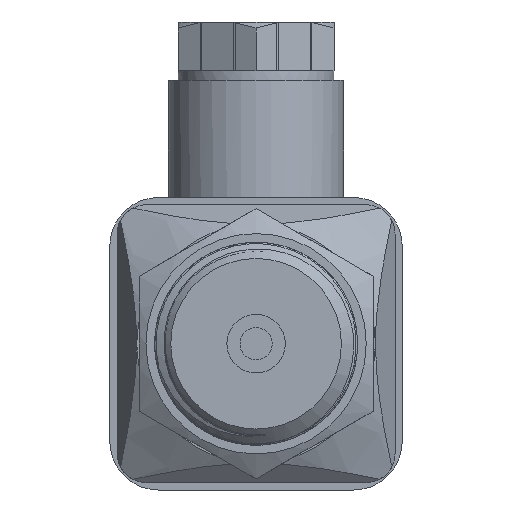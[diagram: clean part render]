
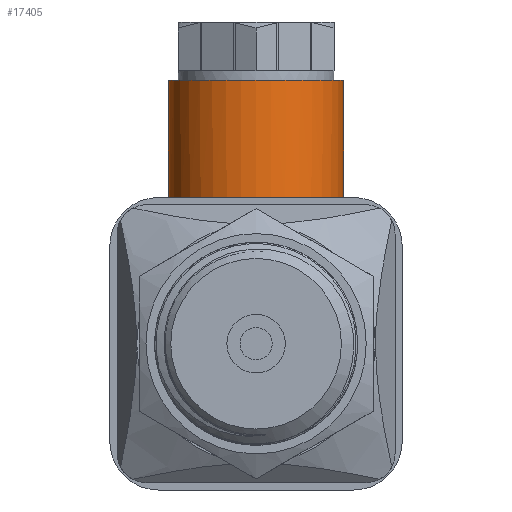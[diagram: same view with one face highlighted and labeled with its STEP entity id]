
A CAD part, left-side view. The second image highlights one B-rep face of the part: STEP entity #17405.
In plain terms, the highlighted cylindrical face has radius 9 mm (diameter 18 mm), a full revolution.
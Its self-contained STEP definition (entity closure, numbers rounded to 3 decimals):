
#1996=FACE_OUTER_BOUND('',#3079,.T.);
#3079=EDGE_LOOP('',(#16162,#16163,#16164,#16165,#16166,#16167,#16168));
#3387=CIRCLE('',#18447,9.);
#3388=CIRCLE('',#18448,9.);
#3413=CIRCLE('',#18529,9.);
#4098=B_SPLINE_CURVE_WITH_KNOTS('',3,(#38516,#38517,#38518,#38519,#38520,
#38521,#38522,#38523,#38524,#38525),.UNSPECIFIED.,.F.,.F.,(4,2,1,1,1,1,
4),(-0.002,0.,0.204,0.408,0.611,
0.815,1.019),.UNSPECIFIED.);
#4099=B_SPLINE_CURVE_WITH_KNOTS('',3,(#38594,#38595,#38596,#38597,#38598,
#38599,#38600,#38601,#38602,#38603,#38604,#38605),.UNSPECIFIED.,.F.,.F.,
(4,1,1,1,1,1,1,2,4),(0.,0.204,0.306,
0.408,0.509,0.611,0.815,
1.019,1.02),.UNSPECIFIED.);
#5558=LINE('',#38957,#7035);
#7035=VECTOR('',#22038,9.);
#8318=VERTEX_POINT('',#35957);
#8582=VERTEX_POINT('',#38514);
#8583=VERTEX_POINT('',#38527);
#8585=VERTEX_POINT('',#38531);
#8676=VERTEX_POINT('',#38955);
#11031=EDGE_CURVE('',#8318,#8582,#4098,.T.);
#11034=EDGE_CURVE('',#8582,#8585,#3387,.T.);
#11035=EDGE_CURVE('',#8585,#8583,#3388,.T.);
#11036=EDGE_CURVE('',#8583,#8318,#4099,.T.);
#11181=EDGE_CURVE('',#8676,#8676,#3413,.T.);
#11182=EDGE_CURVE('',#8676,#8585,#5558,.T.);
#16162=ORIENTED_EDGE('',*,*,#11181,.F.);
#16163=ORIENTED_EDGE('',*,*,#11182,.T.);
#16164=ORIENTED_EDGE('',*,*,#11034,.F.);
#16165=ORIENTED_EDGE('',*,*,#11031,.F.);
#16166=ORIENTED_EDGE('',*,*,#11036,.F.);
#16167=ORIENTED_EDGE('',*,*,#11035,.F.);
#16168=ORIENTED_EDGE('',*,*,#11182,.F.);
#16441=CYLINDRICAL_SURFACE('',#18528,9.);
#17405=ADVANCED_FACE('',(#1996),#16441,.T.);
#18447=AXIS2_PLACEMENT_3D('',#38532,#21777,#21778);
#18448=AXIS2_PLACEMENT_3D('',#38533,#21779,#21780);
#18528=AXIS2_PLACEMENT_3D('',#38954,#22034,#22035);
#18529=AXIS2_PLACEMENT_3D('',#38956,#22036,#22037);
#21777=DIRECTION('center_axis',(0.,0.,-1.));
#21778=DIRECTION('ref_axis',(1.,0.,0.));
#21779=DIRECTION('center_axis',(0.,0.,-1.));
#21780=DIRECTION('ref_axis',(1.,0.,0.));
#22034=DIRECTION('center_axis',(0.,0.,1.));
#22035=DIRECTION('ref_axis',(-1.,0.,0.));
#22036=DIRECTION('center_axis',(0.,0.,1.));
#22037=DIRECTION('ref_axis',(-1.,0.,0.));
#22038=DIRECTION('',(0.,0.,-1.));
#35957=CARTESIAN_POINT('',(-28.,0.,10.5));
#38514=CARTESIAN_POINT('',(-24.4,7.2,14.5));
#38516=CARTESIAN_POINT('Ctrl Pts',(-28.,0.,10.5));
#38517=CARTESIAN_POINT('Ctrl Pts',(-28.,0.004,10.503));
#38518=CARTESIAN_POINT('Ctrl Pts',(-28.,0.008,
10.505));
#38519=CARTESIAN_POINT('Ctrl Pts',(-27.999,0.528,
10.871));
#38520=CARTESIAN_POINT('Ctrl Pts',(-27.909,1.565,11.599));
#38521=CARTESIAN_POINT('Ctrl Pts',(-27.501,3.098,12.639));
#38522=CARTESIAN_POINT('Ctrl Pts',(-26.801,4.592,13.566));
#38523=CARTESIAN_POINT('Ctrl Pts',(-25.787,6.,14.28));
#38524=CARTESIAN_POINT('Ctrl Pts',(-24.889,6.833,14.5));
#38525=CARTESIAN_POINT('Ctrl Pts',(-24.4,7.2,14.5));
#38527=CARTESIAN_POINT('',(-24.4,-7.2,14.5));
#38531=CARTESIAN_POINT('',(-10.,0.,14.5));
#38532=CARTESIAN_POINT('Origin',(-19.,0.,14.5));
#38533=CARTESIAN_POINT('Origin',(-19.,0.,14.5));
#38594=CARTESIAN_POINT('Ctrl Pts',(-24.4,-7.2,14.5));
#38595=CARTESIAN_POINT('Ctrl Pts',(-24.889,-6.833,
14.5));
#38596=CARTESIAN_POINT('Ctrl Pts',(-25.563,-6.207,
14.335));
#38597=CARTESIAN_POINT('Ctrl Pts',(-26.294,-5.296,
13.923));
#38598=CARTESIAN_POINT('Ctrl Pts',(-26.763,-4.579,
13.539));
#38599=CARTESIAN_POINT('Ctrl Pts',(-27.15,-3.846,
13.104));
#38600=CARTESIAN_POINT('Ctrl Pts',(-27.569,-2.842,
12.466));
#38601=CARTESIAN_POINT('Ctrl Pts',(-27.909,-1.565,
11.6));
#38602=CARTESIAN_POINT('Ctrl Pts',(-27.999,-0.528,
10.871));
#38603=CARTESIAN_POINT('Ctrl Pts',(-28.,-0.008,
10.505));
#38604=CARTESIAN_POINT('Ctrl Pts',(-28.,-0.004,10.503));
#38605=CARTESIAN_POINT('Ctrl Pts',(-28.,0.,10.5));
#38954=CARTESIAN_POINT('Origin',(-19.,0.,13.5));
#38955=CARTESIAN_POINT('',(-10.,0.,27.));
#38956=CARTESIAN_POINT('Origin',(-19.,0.,27.));
#38957=CARTESIAN_POINT('',(-10.,0.,13.5));
